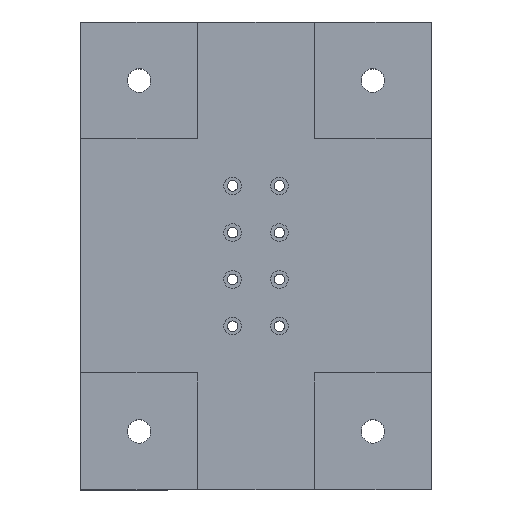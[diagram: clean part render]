
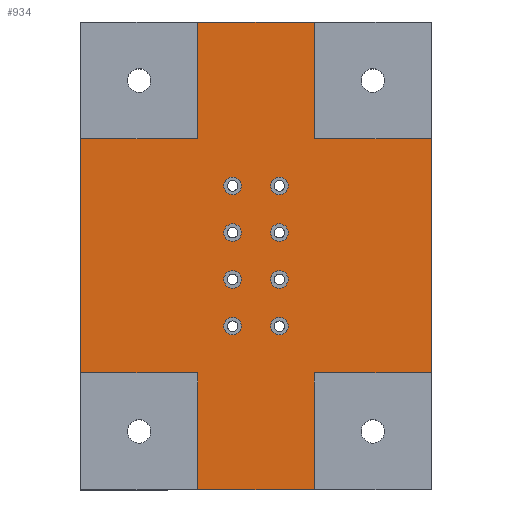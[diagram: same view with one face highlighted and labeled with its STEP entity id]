
A CAD part, top view. The second image highlights one B-rep face of the part: STEP entity #934.
In plain terms, the highlighted planar face has unit normal (0, 0, 1).
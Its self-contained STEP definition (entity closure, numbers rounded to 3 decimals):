
#140=CARTESIAN_POINT('',(27.5,20.,20.0));
#141=VERTEX_POINT('',#140);
#142=CARTESIAN_POINT('',(20.,20.,20.0));
#143=DIRECTION('',(0.0,0.0,-1.0));
#144=DIRECTION('',(1.0,0.0,0.0));
#145=AXIS2_PLACEMENT_3D('',#142,#143,#144);
#146=CIRCLE('',#145,7.5);
#147=EDGE_CURVE('',#141,#141,#146,.T.);
#208=CARTESIAN_POINT('',(27.5,-20.,20.0));
#209=VERTEX_POINT('',#208);
#210=CARTESIAN_POINT('',(20.,-20.,20.0));
#211=DIRECTION('',(0.0,0.0,-1.0));
#212=DIRECTION('',(1.0,0.0,0.0));
#213=AXIS2_PLACEMENT_3D('',#210,#211,#212);
#214=CIRCLE('',#213,7.5);
#215=EDGE_CURVE('',#209,#209,#214,.T.);
#276=CARTESIAN_POINT('',(27.5,-60.,20.0));
#277=VERTEX_POINT('',#276);
#278=CARTESIAN_POINT('',(20.,-60.,20.0));
#279=DIRECTION('',(0.0,0.0,-1.0));
#280=DIRECTION('',(1.0,0.0,0.0));
#281=AXIS2_PLACEMENT_3D('',#278,#279,#280);
#282=CIRCLE('',#281,7.5);
#283=EDGE_CURVE('',#277,#277,#282,.T.);
#344=CARTESIAN_POINT('',(-12.5,60.,20.0));
#345=VERTEX_POINT('',#344);
#346=CARTESIAN_POINT('',(-20.,60.,20.0));
#347=DIRECTION('',(0.0,0.0,-1.0));
#348=DIRECTION('',(1.0,0.0,0.0));
#349=AXIS2_PLACEMENT_3D('',#346,#347,#348);
#350=CIRCLE('',#349,7.5);
#351=EDGE_CURVE('',#345,#345,#350,.T.);
#412=CARTESIAN_POINT('',(-12.5,20.,20.0));
#413=VERTEX_POINT('',#412);
#414=CARTESIAN_POINT('',(-20.,20.,20.0));
#415=DIRECTION('',(0.0,0.0,-1.0));
#416=DIRECTION('',(1.0,0.0,0.0));
#417=AXIS2_PLACEMENT_3D('',#414,#415,#416);
#418=CIRCLE('',#417,7.5);
#419=EDGE_CURVE('',#413,#413,#418,.T.);
#480=CARTESIAN_POINT('',(-12.5,-20.,20.0));
#481=VERTEX_POINT('',#480);
#482=CARTESIAN_POINT('',(-20.,-20.,20.0));
#483=DIRECTION('',(0.0,0.0,-1.0));
#484=DIRECTION('',(1.0,0.0,0.0));
#485=AXIS2_PLACEMENT_3D('',#482,#483,#484);
#486=CIRCLE('',#485,7.5);
#487=EDGE_CURVE('',#481,#481,#486,.T.);
#548=CARTESIAN_POINT('',(27.5,60.,20.0));
#549=VERTEX_POINT('',#548);
#550=CARTESIAN_POINT('',(20.,60.,20.0));
#551=DIRECTION('',(0.0,0.0,-1.0));
#552=DIRECTION('',(1.0,0.0,0.0));
#553=AXIS2_PLACEMENT_3D('',#550,#551,#552);
#554=CIRCLE('',#553,7.5);
#555=EDGE_CURVE('',#549,#549,#554,.T.);
#616=CARTESIAN_POINT('',(-12.5,-60.,20.0));
#617=VERTEX_POINT('',#616);
#618=CARTESIAN_POINT('',(-20.,-60.,20.0));
#619=DIRECTION('',(0.0,0.0,-1.0));
#620=DIRECTION('',(1.0,0.0,0.0));
#621=AXIS2_PLACEMENT_3D('',#618,#619,#620);
#622=CIRCLE('',#621,7.5);
#623=EDGE_CURVE('',#617,#617,#622,.T.);
#667=CARTESIAN_POINT('',(115.188,-150.,20.0));
#668=VERTEX_POINT('',#667);
#669=CARTESIAN_POINT('',(100.,-150.,20.0));
#670=DIRECTION('',(0.0,0.0,-1.0));
#671=DIRECTION('',(1.0,0.0,0.0));
#672=AXIS2_PLACEMENT_3D('',#669,#670,#671);
#673=CIRCLE('',#672,15.188);
#674=EDGE_CURVE('',#668,#668,#673,.T.);
#695=CARTESIAN_POINT('',(-84.812,150.,20.0));
#696=VERTEX_POINT('',#695);
#697=CARTESIAN_POINT('',(-100.,150.,20.0));
#698=DIRECTION('',(0.0,0.0,-1.0));
#699=DIRECTION('',(1.0,0.0,0.0));
#700=AXIS2_PLACEMENT_3D('',#697,#698,#699);
#701=CIRCLE('',#700,15.188);
#702=EDGE_CURVE('',#696,#696,#701,.T.);
#723=CARTESIAN_POINT('',(115.188,150.,20.0));
#724=VERTEX_POINT('',#723);
#725=CARTESIAN_POINT('',(100.,150.,20.0));
#726=DIRECTION('',(0.0,0.0,-1.0));
#727=DIRECTION('',(1.0,0.0,0.0));
#728=AXIS2_PLACEMENT_3D('',#725,#726,#727);
#729=CIRCLE('',#728,15.188);
#730=EDGE_CURVE('',#724,#724,#729,.T.);
#751=CARTESIAN_POINT('',(-84.812,-150.,20.0));
#752=VERTEX_POINT('',#751);
#753=CARTESIAN_POINT('',(-100.,-150.,20.0));
#754=DIRECTION('',(0.0,0.0,-1.0));
#755=DIRECTION('',(1.0,0.0,0.0));
#756=AXIS2_PLACEMENT_3D('',#753,#754,#755);
#757=CIRCLE('',#756,15.188);
#758=EDGE_CURVE('',#752,#752,#757,.T.);
#768=CARTESIAN_POINT('',(-150.,-200.0,20.0));
#769=VERTEX_POINT('',#768);
#770=CARTESIAN_POINT('',(-150.,200.0,20.0));
#771=VERTEX_POINT('',#770);
#772=CARTESIAN_POINT('',(-150.,-200.0,20.0));
#773=DIRECTION('',(0.0,1.0,0.0));
#774=VECTOR('',#773,400.0);
#775=LINE('',#772,#774);
#776=EDGE_CURVE('',#769,#771,#775,.T.);
#808=CARTESIAN_POINT('',(150.,200.,20.0));
#809=VERTEX_POINT('',#808);
#810=CARTESIAN_POINT('',(-150.,200.0,20.0));
#811=DIRECTION('',(1.0,0.0,0.0));
#812=VECTOR('',#811,300.0);
#813=LINE('',#810,#812);
#814=EDGE_CURVE('',#771,#809,#813,.T.);
#839=CARTESIAN_POINT('',(150.,-200.,20.0));
#840=VERTEX_POINT('',#839);
#841=CARTESIAN_POINT('',(150.,200.,20.0));
#842=DIRECTION('',(0.0,-1.0,0.0));
#843=VECTOR('',#842,400.);
#844=LINE('',#841,#843);
#845=EDGE_CURVE('',#809,#840,#844,.T.);
#870=CARTESIAN_POINT('',(150.,-200.,20.0));
#871=DIRECTION('',(-1.0,0.0,0.0));
#872=VECTOR('',#871,300.0);
#873=LINE('',#870,#872);
#874=EDGE_CURVE('',#840,#769,#873,.T.);
#887=CARTESIAN_POINT('',(0.,0.,20.0));
#888=DIRECTION('',(0.0,0.0,1.0));
#889=DIRECTION('',(1.0,0.0,0.0));
#890=AXIS2_PLACEMENT_3D('',#887,#888,#889);
#891=PLANE('',#890);
#892=ORIENTED_EDGE('',*,*,#776,.F.);
#893=ORIENTED_EDGE('',*,*,#874,.F.);
#894=ORIENTED_EDGE('',*,*,#845,.F.);
#895=ORIENTED_EDGE('',*,*,#814,.F.);
#896=EDGE_LOOP('',(#892,#893,#894,#895));
#897=FACE_OUTER_BOUND('',#896,.T.);
#898=ORIENTED_EDGE('',*,*,#147,.T.);
#899=EDGE_LOOP('',(#898));
#900=FACE_BOUND('',#899,.T.);
#901=ORIENTED_EDGE('',*,*,#215,.T.);
#902=EDGE_LOOP('',(#901));
#903=FACE_BOUND('',#902,.T.);
#904=ORIENTED_EDGE('',*,*,#283,.T.);
#905=EDGE_LOOP('',(#904));
#906=FACE_BOUND('',#905,.T.);
#907=ORIENTED_EDGE('',*,*,#351,.T.);
#908=EDGE_LOOP('',(#907));
#909=FACE_BOUND('',#908,.T.);
#910=ORIENTED_EDGE('',*,*,#419,.T.);
#911=EDGE_LOOP('',(#910));
#912=FACE_BOUND('',#911,.T.);
#913=ORIENTED_EDGE('',*,*,#487,.T.);
#914=EDGE_LOOP('',(#913));
#915=FACE_BOUND('',#914,.T.);
#916=ORIENTED_EDGE('',*,*,#555,.T.);
#917=EDGE_LOOP('',(#916));
#918=FACE_BOUND('',#917,.T.);
#919=ORIENTED_EDGE('',*,*,#623,.T.);
#920=EDGE_LOOP('',(#919));
#921=FACE_BOUND('',#920,.T.);
#922=ORIENTED_EDGE('',*,*,#674,.T.);
#923=EDGE_LOOP('',(#922));
#924=FACE_BOUND('',#923,.T.);
#925=ORIENTED_EDGE('',*,*,#702,.T.);
#926=EDGE_LOOP('',(#925));
#927=FACE_BOUND('',#926,.T.);
#928=ORIENTED_EDGE('',*,*,#730,.T.);
#929=EDGE_LOOP('',(#928));
#930=FACE_BOUND('',#929,.T.);
#931=ORIENTED_EDGE('',*,*,#758,.T.);
#932=EDGE_LOOP('',(#931));
#933=FACE_BOUND('',#932,.T.);
#934=ADVANCED_FACE('',(#897,#900,#903,#906,#909,#912,#915,#918,#921,#924,#927,#930,#933),#891,.T.);
